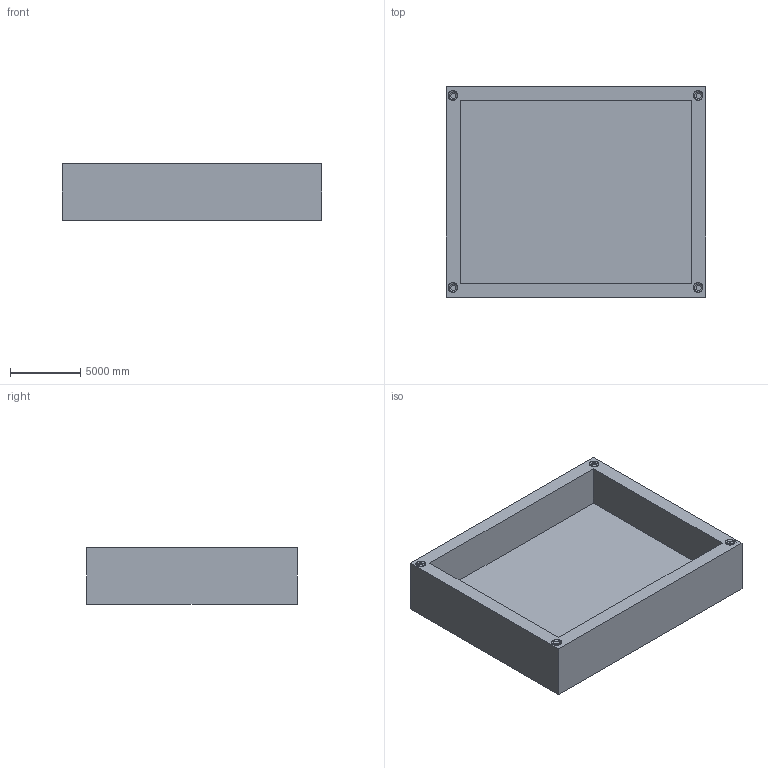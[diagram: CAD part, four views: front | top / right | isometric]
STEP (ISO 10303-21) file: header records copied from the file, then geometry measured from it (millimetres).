
FILE_DESCRIPTION(/* description */ (''),/* implementation_level */ '2;1');
FILE_NAME(/* name */ 'FridgeDrawing-V2.step',/* time_stamp */ '2022-10-01T00:36:33-04:00',/* author */ ('Henry Bae'),/* organization */ (''),/* preprocessor_version */ 'ST-DEVELOPER v19',/* originating_system */ 'AutoCAD Mechanical',/* authorisation */ '');
FILE_SCHEMA (('AUTOMOTIVE_DESIGN { 1 0 10303 214 3 1 1 }'));
Length unit declared in the file: centimetre
Products named in the file (1): Product
Bounding box: 18500 x 15000 x 4000 mm (x, y, z)
Volume: 463581396354.6 mm3; surface area: 1028776781.6 mm2
Topology: 1 solids, 1 shells, 227 faces, 660 edges, 440 vertices
Faces by surface type: cylinder 196, plane 15, bspline 8, cone 8
Entity records: 16362 total; most frequent: CARTESIAN_POINT 11553, ORIENTED_EDGE 1320, DIRECTION 716, EDGE_CURVE 660, VERTEX_POINT 440, AXIS2_PLACEMENT_3D 248, EDGE_LOOP 232, FACE_OUTER_BOUND 227
